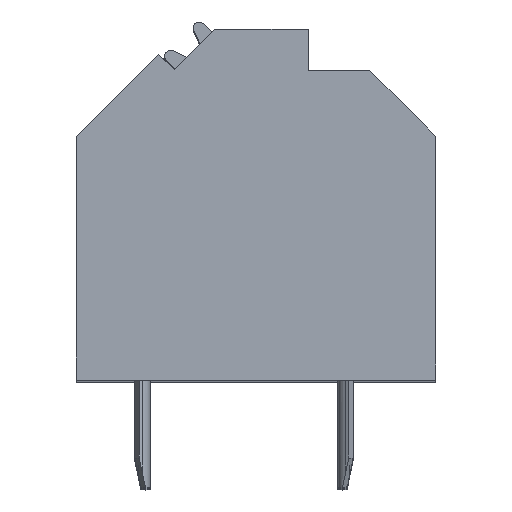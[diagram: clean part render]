
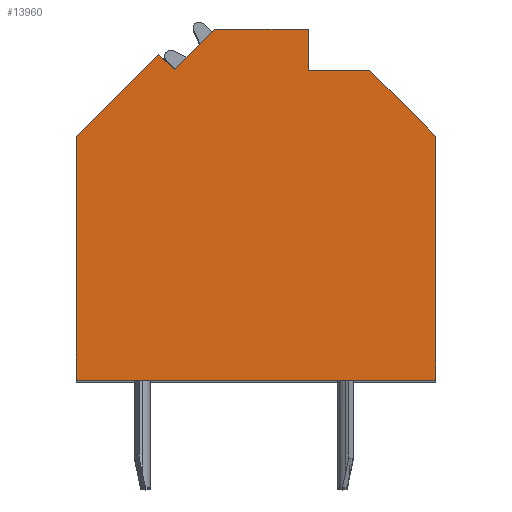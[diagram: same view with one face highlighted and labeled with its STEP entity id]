
A CAD part, top view. The second image highlights one B-rep face of the part: STEP entity #13960.
In plain terms, the highlighted planar face has unit normal (0, 0, 1).
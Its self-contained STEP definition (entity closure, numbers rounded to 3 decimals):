
#4329=DIRECTION('',(-0.707,-0.707,0.));
#4330=VECTOR('',#4329,1.897);
#4331=CARTESIAN_POINT('',(-1.39,5.718,41.505));
#4332=LINE('',#4331,#4330);
#4333=DIRECTION('',(-1.,0.,0.));
#4334=VECTOR('',#4333,3.14);
#4335=CARTESIAN_POINT('',(1.75,5.718,41.505));
#4336=LINE('',#4335,#4334);
#4337=DIRECTION('',(0.,1.,0.));
#4338=VECTOR('',#4337,1.368);
#4339=CARTESIAN_POINT('',(1.75,4.35,41.505));
#4340=LINE('',#4339,#4338);
#4341=DIRECTION('',(-1.,0.,0.));
#4342=VECTOR('',#4341,2.05);
#4343=CARTESIAN_POINT('',(3.8,4.35,41.505));
#4344=LINE('',#4343,#4342);
#4345=DIRECTION('',(-0.707,0.707,0.));
#4346=VECTOR('',#4345,3.111);
#4347=CARTESIAN_POINT('',(6.,2.15,41.505));
#4348=LINE('',#4347,#4346);
#4349=DIRECTION('',(0.,1.,0.));
#4350=VECTOR('',#4349,8.15);
#4351=CARTESIAN_POINT('',(6.,-6.,41.505));
#4352=LINE('',#4351,#4350);
#4353=DIRECTION('',(1.,0.,0.));
#4354=VECTOR('',#4353,12.);
#4355=CARTESIAN_POINT('',(-6.,-6.,41.505));
#4356=LINE('',#4355,#4354);
#4357=DIRECTION('',(0.,-1.,0.));
#4358=VECTOR('',#4357,8.14);
#4359=CARTESIAN_POINT('',(-6.,2.14,41.505));
#4360=LINE('',#4359,#4358);
#4361=DIRECTION('',(-0.707,-0.707,0.));
#4362=VECTOR('',#4361,3.892);
#4363=CARTESIAN_POINT('',(-3.248,4.892,41.505));
#4364=LINE('',#4363,#4362);
#4365=DIRECTION('',(-0.707,0.707,0.));
#4366=VECTOR('',#4365,0.73);
#4367=CARTESIAN_POINT('',(-2.732,4.376,41.505));
#4368=LINE('',#4367,#4366);
#6505=CARTESIAN_POINT('',(-1.39,5.718,41.505));
#6506=CARTESIAN_POINT('',(-2.732,4.376,41.505));
#6507=VERTEX_POINT('',#6505);
#6508=VERTEX_POINT('',#6506);
#6509=CARTESIAN_POINT('',(-3.248,4.892,41.505));
#6510=VERTEX_POINT('',#6509);
#6511=CARTESIAN_POINT('',(-6.,2.14,41.505));
#6512=VERTEX_POINT('',#6511);
#6513=CARTESIAN_POINT('',(-6.,-6.,41.505));
#6514=VERTEX_POINT('',#6513);
#6515=CARTESIAN_POINT('',(6.,-6.,41.505));
#6516=VERTEX_POINT('',#6515);
#6517=CARTESIAN_POINT('',(6.,2.15,41.505));
#6518=VERTEX_POINT('',#6517);
#6519=CARTESIAN_POINT('',(3.8,4.35,41.505));
#6520=VERTEX_POINT('',#6519);
#6521=CARTESIAN_POINT('',(1.75,4.35,41.505));
#6522=VERTEX_POINT('',#6521);
#6523=CARTESIAN_POINT('',(1.75,5.718,41.505));
#6524=VERTEX_POINT('',#6523);
#13943=CARTESIAN_POINT('',(0.,0.,41.505));
#13944=DIRECTION('',(0.,0.,1.));
#13945=DIRECTION('',(1.,0.,0.));
#13946=AXIS2_PLACEMENT_3D('',#13943,#13944,#13945);
#13947=PLANE('',#13946);
#13948=ORIENTED_EDGE('',*,*,#8831,.F.);
#13949=ORIENTED_EDGE('',*,*,#11034,.F.);
#13950=ORIENTED_EDGE('',*,*,#11048,.F.);
#13951=ORIENTED_EDGE('',*,*,#11062,.F.);
#13952=ORIENTED_EDGE('',*,*,#11076,.F.);
#13953=ORIENTED_EDGE('',*,*,#11090,.F.);
#13954=ORIENTED_EDGE('',*,*,#11104,.F.);
#13955=ORIENTED_EDGE('',*,*,#11517,.F.);
#13956=ORIENTED_EDGE('',*,*,#11909,.F.);
#13957=ORIENTED_EDGE('',*,*,#8576,.F.);
#13958=EDGE_LOOP('',(#13948,#13949,#13950,#13951,#13952,#13953,#13954,#13955,
#13956,#13957));
#13959=FACE_OUTER_BOUND('',#13958,.F.);
#8576=EDGE_CURVE('',#6508,#6510,#4368,.T.);
#8831=EDGE_CURVE('',#6507,#6508,#4332,.T.);
#11034=EDGE_CURVE('',#6524,#6507,#4336,.T.);
#11048=EDGE_CURVE('',#6522,#6524,#4340,.T.);
#11062=EDGE_CURVE('',#6520,#6522,#4344,.T.);
#11076=EDGE_CURVE('',#6518,#6520,#4348,.T.);
#11090=EDGE_CURVE('',#6516,#6518,#4352,.T.);
#11104=EDGE_CURVE('',#6514,#6516,#4356,.T.);
#11517=EDGE_CURVE('',#6512,#6514,#4360,.T.);
#11909=EDGE_CURVE('',#6510,#6512,#4364,.T.);
#13960=ADVANCED_FACE('',(#13959),#13947,.T.);
